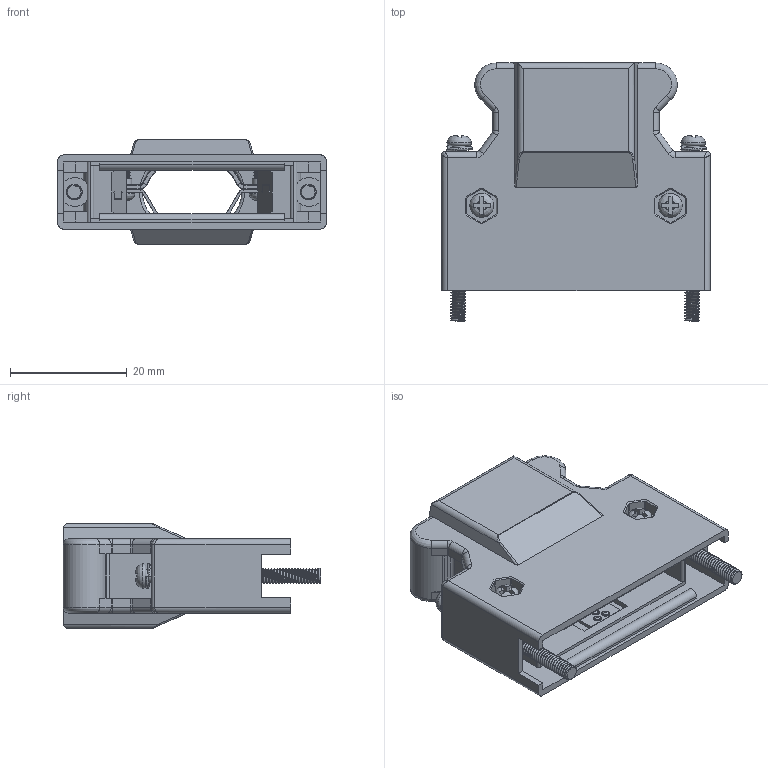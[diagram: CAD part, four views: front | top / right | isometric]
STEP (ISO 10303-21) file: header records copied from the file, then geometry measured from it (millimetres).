
FILE_DESCRIPTION( ('This file contains a STEP AP42 implementation' ,'as created by ZW3D STEP Interface translator.') ,'2;1' );
FILE_NAME( '6327M-040S00PA01(W).stp' ,'2311 7.1034 0', (''), ('ZWCAD Software Co.'), 'Version 1.0', 'ZW3D to STEP translator', '' );
FILE_SCHEMA(('AUTOMOTIVE_DESIGN { 1 0 10303 214 1 1 1 1 }'));
Length unit declared in the file: millimetre
Products named in the file (1): 0
Bounding box: 46 x 44.21 x 18 mm (x, y, z)
Volume: 7030.6 mm3; surface area: 12717.8 mm2
Topology: 4 solids, 8 shells, 1073 faces, 2827 edges, 1780 vertices
Faces by surface type: plane 502, cylinder 315, bspline 239, cone 17
Full cylindrical faces by diameter (mm): 1.283 x2, 1.7 x5, 1.9 x9, 2 x1, 2.2 x2, 2.3 x2, 2.4 x26, 2.45 x2, 2.55 x2, 2.6 x40, 2.85 x2, 3 x4, 4.95 x2
Entity records: 111598 total; most frequent: CARTESIAN_POINT 86720, ORIENTED_EDGE 5628, DIRECTION 4066, EDGE_CURVE 2812, VERTEX_POINT 1780, VECTOR 1478, LINE 1478, AXIS2_PLACEMENT_3D 1294
